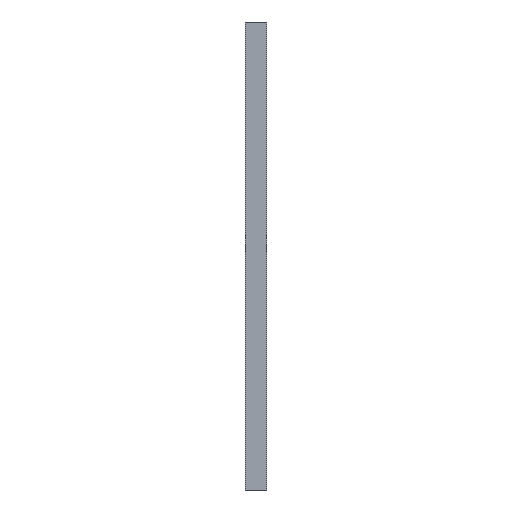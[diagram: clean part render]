
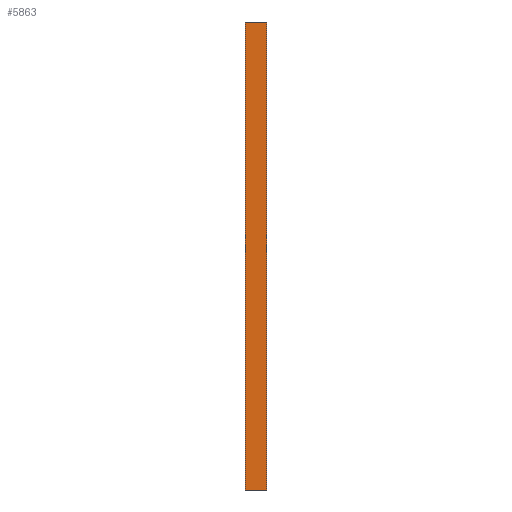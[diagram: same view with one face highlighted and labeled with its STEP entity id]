
A CAD part, front view. The second image highlights one B-rep face of the part: STEP entity #5863.
In plain terms, the highlighted planar face has unit normal (0, -1, 0).
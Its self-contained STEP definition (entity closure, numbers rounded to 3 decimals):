
#567=DIRECTION('',(1.,0.,0.));
#568=VECTOR('',#567,45.);
#569=CARTESIAN_POINT('',(-22.5,-22.5,-500.));
#570=LINE('',#569,#568);
#1769=DIRECTION('',(1.,0.,0.));
#1770=VECTOR('',#1769,45.);
#1771=CARTESIAN_POINT('',(-22.5,-22.5,500.));
#1772=LINE('',#1771,#1770);
#2845=DIRECTION('',(0.,0.,1.));
#2846=VECTOR('',#2845,1000.);
#2847=CARTESIAN_POINT('',(22.5,-22.5,-500.));
#2848=LINE('',#2847,#2846);
#2992=DIRECTION('',(0.,0.,1.));
#2993=VECTOR('',#2992,1000.);
#2994=CARTESIAN_POINT('',(-22.5,-22.5,-500.));
#2995=LINE('',#2994,#2993);
#3965=CARTESIAN_POINT('',(-22.5,-22.5,-500.));
#3966=CARTESIAN_POINT('',(22.5,-22.5,-500.));
#3967=VERTEX_POINT('',#3965);
#3968=VERTEX_POINT('',#3966);
#3969=CARTESIAN_POINT('',(-22.5,-22.5,500.));
#3970=CARTESIAN_POINT('',(22.5,-22.5,500.));
#3971=VERTEX_POINT('',#3969);
#3972=VERTEX_POINT('',#3970);
#5851=CARTESIAN_POINT('',(-22.5,-22.5,-500.));
#5852=DIRECTION('',(0.,-1.,0.));
#5853=DIRECTION('',(1.,0.,0.));
#5854=AXIS2_PLACEMENT_3D('',#5851,#5852,#5853);
#5855=PLANE('',#5854);
#5856=ORIENTED_EDGE('',*,*,#4726,.F.);
#5858=ORIENTED_EDGE('',*,*,#5857,.T.);
#5859=ORIENTED_EDGE('',*,*,#5116,.T.);
#5860=ORIENTED_EDGE('',*,*,#5573,.F.);
#5861=EDGE_LOOP('',(#5856,#5858,#5859,#5860));
#5862=FACE_OUTER_BOUND('',#5861,.F.);
#4726=EDGE_CURVE('',#3967,#3968,#570,.T.);
#5116=EDGE_CURVE('',#3971,#3972,#1772,.T.);
#5573=EDGE_CURVE('',#3968,#3972,#2848,.T.);
#5857=EDGE_CURVE('',#3967,#3971,#2995,.T.);
#5863=ADVANCED_FACE('',(#5862),#5855,.T.);
